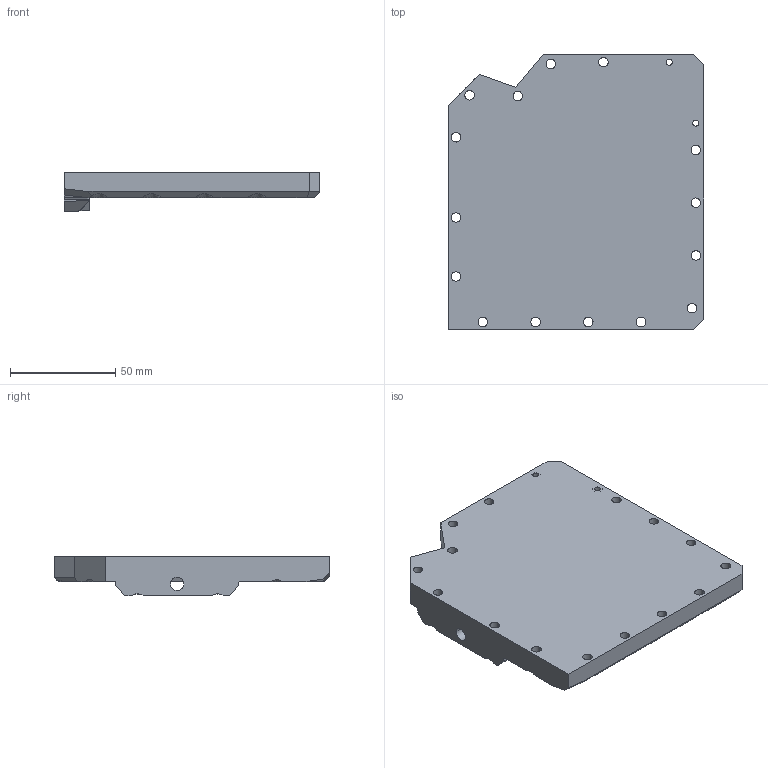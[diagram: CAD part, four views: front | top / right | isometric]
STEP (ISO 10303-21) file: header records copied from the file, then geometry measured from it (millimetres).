
FILE_DESCRIPTION (( 'STEP AP214' ), '1' );
FILE_NAME ('SymétrieCouvercle carter elec V1.4U.STEP', '2020-12-14T14:48:08', ( '' ), ( '' ), 'SwSTEP 2.0', 'SolidWorks 2020', '' );
FILE_SCHEMA (( 'AUTOMOTIVE_DESIGN' ));
Length unit declared in the file: millimetre
Products named in the file (1): SymétrieCouvercle carter elec V1.4U
Bounding box: 121.25 x 130.73 x 18.73 mm (x, y, z)
Volume: 180068.9 mm3; surface area: 39025.9 mm2
Topology: 1 solids, 1 shells, 127 faces, 365 edges, 223 vertices
Faces by surface type: cone 38, cylinder 36, plane 35, bspline 18
Entity records: 6280 total; most frequent: CARTESIAN_POINT 3014, ORIENTED_EDGE 730, DIRECTION 614, EDGE_CURVE 365, AXIS2_PLACEMENT_3D 225, VERTEX_POINT 223, LINE 164, VECTOR 164
